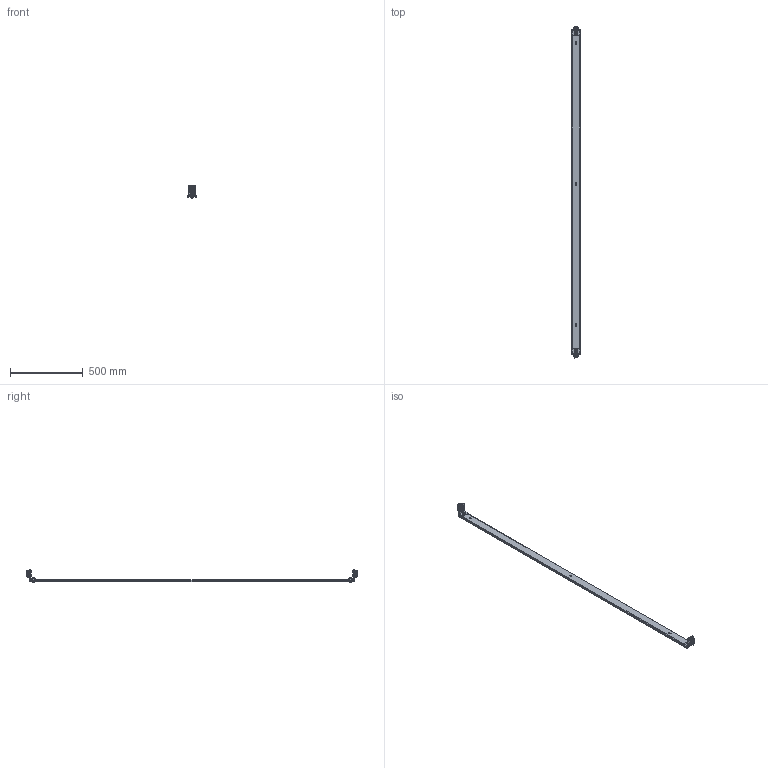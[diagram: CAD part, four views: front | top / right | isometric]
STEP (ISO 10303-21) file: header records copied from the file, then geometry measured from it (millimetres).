
FILE_DESCRIPTION(/* description */ (''),/* implementation_level */ '2;1');
FILE_NAME(/* name */ 'WA90FSCPS.stp',/* time_stamp */ '2016-10-11T06:08:31-05:00',/* author */ ('mraetz'),/* organization */ (''),/* preprocessor_version */ 'ST-DEVELOPER v16.1',/* originating_system */ 'Autodesk Inventor 2016',/* authorisation */ '');
FILE_SCHEMA (('AUTOMOTIVE_DESIGN { 1 0 10303 214 3 1 1 }'));
Length unit declared in the file: inch
Products named in the file (10): HFW3874; 3871; HFW3024; 39066; 349104; 34967_PIECE; Compress Spring13; Compress Spring3; 34967; WA90FSCPS
Assembly tree (24 placements, depth 4):
  WA90FSCPS
    HFW3874
    3871  x2
    HFW3024  x6
    39066  x6
    349104  x2
    34967  x4
      34967_PIECE
      Compress Spring3
        Compress Spring13
Bounding box: 57.15 x 2281.85 x 87.02 mm (x, y, z)
Volume: 659264.1 mm3; surface area: 425890.9 mm2
Topology: 25 solids, 25 shells, 624 faces, 1458 edges, 898 vertices
Faces by surface type: plane 418, cylinder 92, cone 62, bspline 44, torus 8
Full cylindrical faces by diameter (mm): 7.798 x6, 9.525 x6, 11.125 x6, 14.275 x6, 25.4 x6
Entity records: 7058 total; most frequent: CARTESIAN_POINT 2259, DIRECTION 982, ORIENTED_EDGE 894, EDGE_CURVE 447, AXIS2_PLACEMENT_3D 356, VERTEX_POINT 284, LINE 270, VECTOR 270
